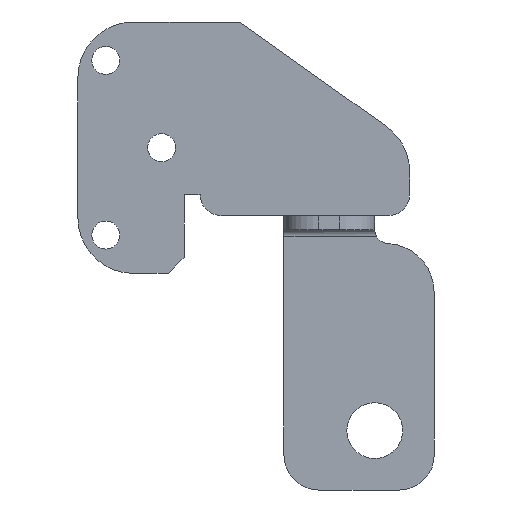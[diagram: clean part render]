
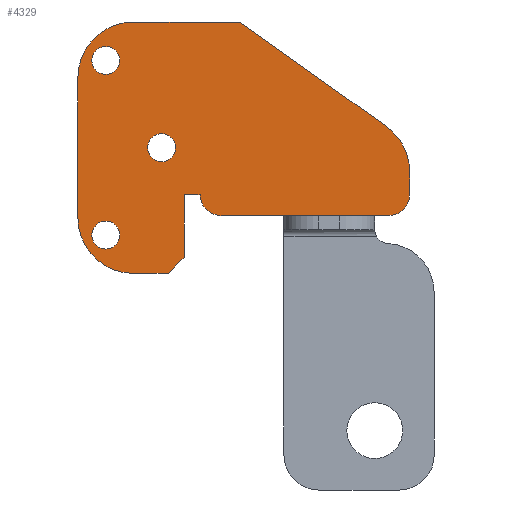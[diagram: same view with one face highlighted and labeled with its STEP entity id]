
A CAD part, front view. The second image highlights one B-rep face of the part: STEP entity #4329.
In plain terms, the highlighted face is planar.
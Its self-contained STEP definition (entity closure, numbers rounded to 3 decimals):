
#3754=CARTESIAN_POINT('',(276.925,235.28,24.65));
#3755=DIRECTION('',(0.,0.,-1.));
#3756=DIRECTION('',(-1.,0.,0.));
#3757=AXIS2_PLACEMENT_3D('',#3754,#3755,#3756);
#3762=CARTESIAN_POINT('',(276.925,235.28,24.65));
#3763=DIRECTION('',(0.,0.,-1.));
#3764=DIRECTION('',(1.,0.,0.));
#3765=AXIS2_PLACEMENT_3D('',#3762,#3763,#3764);
#3770=CARTESIAN_POINT('',(276.925,210.28,24.65));
#3771=DIRECTION('',(0.,0.,-1.));
#3772=DIRECTION('',(-1.,0.,0.));
#3773=AXIS2_PLACEMENT_3D('',#3770,#3771,#3772);
#3778=CARTESIAN_POINT('',(276.925,210.28,24.65));
#3779=DIRECTION('',(0.,0.,-1.));
#3780=DIRECTION('',(1.,0.,0.));
#3781=AXIS2_PLACEMENT_3D('',#3778,#3779,#3780);
#3786=CARTESIAN_POINT('',(284.925,222.78,24.65));
#3787=DIRECTION('',(0.,0.,-1.));
#3788=DIRECTION('',(-1.,0.,0.));
#3789=AXIS2_PLACEMENT_3D('',#3786,#3787,#3788);
#3794=CARTESIAN_POINT('',(284.925,222.78,24.65));
#3795=DIRECTION('',(0.,0.,-1.));
#3796=DIRECTION('',(1.,0.,0.));
#3797=AXIS2_PLACEMENT_3D('',#3794,#3795,#3796);
#3802=CARTESIAN_POINT('',(312.425,226.22,24.65));
#3803=DIRECTION('',(0.,0.,-1.));
#3804=DIRECTION('',(1.,0.,0.));
#3805=AXIS2_PLACEMENT_3D('',#3802,#3803,#3804);
#3810=CARTESIAN_POINT('',(317.425,229.49,24.65));
#3811=DIRECTION('',(0.,0.,-1.));
#3812=DIRECTION('',(0.,1.,0.));
#3813=AXIS2_PLACEMENT_3D('',#3810,#3811,#3812);
#3818=CARTESIAN_POINT('',(293.425,229.49,24.65));
#3819=DIRECTION('',(0.,0.,-1.));
#3820=DIRECTION('',(-1.,0.,0.));
#3821=AXIS2_PLACEMENT_3D('',#3818,#3819,#3820);
#3826=DIRECTION('',(-1.,0.,0.));
#3827=VECTOR('',#3826,2.29);
#3828=CARTESIAN_POINT('',(290.425,229.49,24.65));
#3829=LINE('',#3828,#3827);
#3833=DIRECTION('',(-0.707,0.707,0.));
#3834=VECTOR('',#3833,3.239);
#3835=CARTESIAN_POINT('',(288.135,238.49,24.65));
#3836=LINE('',#3835,#3834);
#3840=DIRECTION('',(-1.,0.,0.));
#3841=VECTOR('',#3840,4.92);
#3842=CARTESIAN_POINT('',(285.845,240.78,24.65));
#3843=LINE('',#3842,#3841);
#3847=CARTESIAN_POINT('',(280.925,232.78,24.65));
#3848=DIRECTION('',(0.,0.,1.));
#3849=DIRECTION('',(0.,1.,0.));
#3850=AXIS2_PLACEMENT_3D('',#3847,#3848,#3849);
#3855=DIRECTION('',(0.,-1.,0.));
#3856=VECTOR('',#3855,20.);
#3857=CARTESIAN_POINT('',(272.925,232.78,24.65));
#3858=LINE('',#3857,#3856);
#3862=CARTESIAN_POINT('',(280.925,212.78,24.65));
#3863=DIRECTION('',(0.,0.,1.));
#3864=DIRECTION('',(-1.,0.,0.));
#3865=AXIS2_PLACEMENT_3D('',#3862,#3863,#3864);
#3870=DIRECTION('',(1.,0.,0.));
#3871=VECTOR('',#3870,15.14);
#3872=CARTESIAN_POINT('',(280.925,204.78,24.65));
#3873=LINE('',#3872,#3871);
#3877=DIRECTION('',(-0.815,-0.579,0.));
#3878=VECTOR('',#3877,25.755);
#3879=CARTESIAN_POINT('',(317.059,219.698,24.65));
#3880=LINE('',#3879,#3878);
#4077=DIRECTION('',(0.,-1.,0.));
#4078=VECTOR('',#4077,3.271);
#4079=CARTESIAN_POINT('',(320.425,229.49,24.65));
#4080=LINE('',#4079,#4078);
#4105=DIRECTION('',(1.,0.,0.));
#4106=VECTOR('',#4105,24.);
#4107=CARTESIAN_POINT('',(293.425,232.49,24.65));
#4108=LINE('',#4107,#4106);
#4126=DIRECTION('',(0.,-1.,0.));
#4127=VECTOR('',#4126,9.);
#4128=CARTESIAN_POINT('',(288.135,238.49,24.65));
#4129=LINE('',#4128,#4127);
#4196=CARTESIAN_POINT('',(280.925,240.78,24.65));
#4197=CARTESIAN_POINT('',(272.925,232.78,24.65));
#4198=VERTEX_POINT('',#4196);
#4199=VERTEX_POINT('',#4197);
#4200=CARTESIAN_POINT('',(272.925,212.78,24.65));
#4201=VERTEX_POINT('',#4200);
#4202=CARTESIAN_POINT('',(280.925,204.78,24.65));
#4203=VERTEX_POINT('',#4202);
#4204=CARTESIAN_POINT('',(274.925,235.28,24.65));
#4205=CARTESIAN_POINT('',(278.925,235.28,24.65));
#4206=VERTEX_POINT('',#4204);
#4207=VERTEX_POINT('',#4205);
#4208=CARTESIAN_POINT('',(274.925,210.28,24.65));
#4209=CARTESIAN_POINT('',(278.925,210.28,24.65));
#4210=VERTEX_POINT('',#4208);
#4211=VERTEX_POINT('',#4209);
#4212=CARTESIAN_POINT('',(282.925,222.78,24.65));
#4213=CARTESIAN_POINT('',(286.925,222.78,24.65));
#4214=VERTEX_POINT('',#4212);
#4215=VERTEX_POINT('',#4213);
#4236=CARTESIAN_POINT('',(288.135,238.49,24.65));
#4237=CARTESIAN_POINT('',(285.845,240.78,24.65));
#4238=VERTEX_POINT('',#4236);
#4239=VERTEX_POINT('',#4237);
#4246=CARTESIAN_POINT('',(288.135,229.49,24.65));
#4247=VERTEX_POINT('',#4246);
#4248=CARTESIAN_POINT('',(290.425,229.49,24.65));
#4249=CARTESIAN_POINT('',(293.425,232.49,24.65));
#4250=VERTEX_POINT('',#4248);
#4251=VERTEX_POINT('',#4249);
#4257=CARTESIAN_POINT('',(296.065,204.78,24.65));
#4259=VERTEX_POINT('',#4257);
#4264=CARTESIAN_POINT('',(317.425,232.49,24.65));
#4265=VERTEX_POINT('',#4264);
#4266=CARTESIAN_POINT('',(320.425,229.49,24.65));
#4267=VERTEX_POINT('',#4266);
#4272=CARTESIAN_POINT('',(320.425,226.22,24.65));
#4273=VERTEX_POINT('',#4272);
#4274=CARTESIAN_POINT('',(317.059,219.698,24.65));
#4275=VERTEX_POINT('',#4274);
#4276=CARTESIAN_POINT('',(272.925,198.024,24.65));
#4277=DIRECTION('',(0.,0.,1.));
#4278=DIRECTION('',(0.,1.,0.));
#4279=AXIS2_PLACEMENT_3D('',#4276,#4277,#4278);
#4280=PLANE('',#4279);
#4282=ORIENTED_EDGE('',*,*,#4281,.F.);
#4284=ORIENTED_EDGE('',*,*,#4283,.F.);
#4286=ORIENTED_EDGE('',*,*,#4285,.F.);
#4288=ORIENTED_EDGE('',*,*,#4287,.F.);
#4290=ORIENTED_EDGE('',*,*,#4289,.F.);
#4292=ORIENTED_EDGE('',*,*,#4291,.T.);
#4294=ORIENTED_EDGE('',*,*,#4293,.F.);
#4296=ORIENTED_EDGE('',*,*,#4295,.T.);
#4298=ORIENTED_EDGE('',*,*,#4297,.T.);
#4300=ORIENTED_EDGE('',*,*,#4299,.T.);
#4302=ORIENTED_EDGE('',*,*,#4301,.T.);
#4304=ORIENTED_EDGE('',*,*,#4303,.T.);
#4306=ORIENTED_EDGE('',*,*,#4305,.T.);
#4308=ORIENTED_EDGE('',*,*,#4307,.F.);
#4309=EDGE_LOOP('',(#4282,#4284,#4286,#4288,#4290,#4292,#4294,#4296,#4298,#4300,
#4302,#4304,#4306,#4308));
#4310=FACE_OUTER_BOUND('',#4309,.F.);
#4312=ORIENTED_EDGE('',*,*,#4311,.T.);
#4314=ORIENTED_EDGE('',*,*,#4313,.T.);
#4315=EDGE_LOOP('',(#4312,#4314));
#4316=FACE_BOUND('',#4315,.F.);
#4318=ORIENTED_EDGE('',*,*,#4317,.T.);
#4320=ORIENTED_EDGE('',*,*,#4319,.T.);
#4321=EDGE_LOOP('',(#4318,#4320));
#4322=FACE_BOUND('',#4321,.F.);
#4324=ORIENTED_EDGE('',*,*,#4323,.T.);
#4326=ORIENTED_EDGE('',*,*,#4325,.T.);
#4327=EDGE_LOOP('',(#4324,#4326));
#4328=FACE_BOUND('',#4327,.F.);
#3758=CIRCLE('',#3757,2.);
#3766=CIRCLE('',#3765,2.);
#3774=CIRCLE('',#3773,2.);
#3782=CIRCLE('',#3781,2.);
#3790=CIRCLE('',#3789,2.);
#3798=CIRCLE('',#3797,2.);
#3806=CIRCLE('',#3805,8.);
#3814=CIRCLE('',#3813,3.);
#3822=CIRCLE('',#3821,3.);
#3851=CIRCLE('',#3850,8.);
#3866=CIRCLE('',#3865,8.);
#4281=EDGE_CURVE('',#4273,#4275,#3806,.T.);
#4283=EDGE_CURVE('',#4267,#4273,#4080,.T.);
#4285=EDGE_CURVE('',#4265,#4267,#3814,.T.);
#4287=EDGE_CURVE('',#4251,#4265,#4108,.T.);
#4289=EDGE_CURVE('',#4250,#4251,#3822,.T.);
#4291=EDGE_CURVE('',#4250,#4247,#3829,.T.);
#4293=EDGE_CURVE('',#4238,#4247,#4129,.T.);
#4295=EDGE_CURVE('',#4238,#4239,#3836,.T.);
#4297=EDGE_CURVE('',#4239,#4198,#3843,.T.);
#4299=EDGE_CURVE('',#4198,#4199,#3851,.T.);
#4301=EDGE_CURVE('',#4199,#4201,#3858,.T.);
#4303=EDGE_CURVE('',#4201,#4203,#3866,.T.);
#4305=EDGE_CURVE('',#4203,#4259,#3873,.T.);
#4307=EDGE_CURVE('',#4275,#4259,#3880,.T.);
#4311=EDGE_CURVE('',#4210,#4211,#3774,.T.);
#4313=EDGE_CURVE('',#4211,#4210,#3782,.T.);
#4317=EDGE_CURVE('',#4214,#4215,#3790,.T.);
#4319=EDGE_CURVE('',#4215,#4214,#3798,.T.);
#4323=EDGE_CURVE('',#4206,#4207,#3758,.T.);
#4325=EDGE_CURVE('',#4207,#4206,#3766,.T.);
#4329=ADVANCED_FACE('',(#4310,#4316,#4322,#4328),#4280,.F.);
